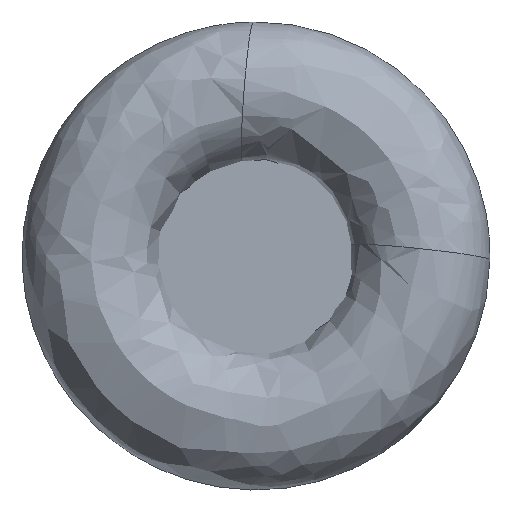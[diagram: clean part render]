
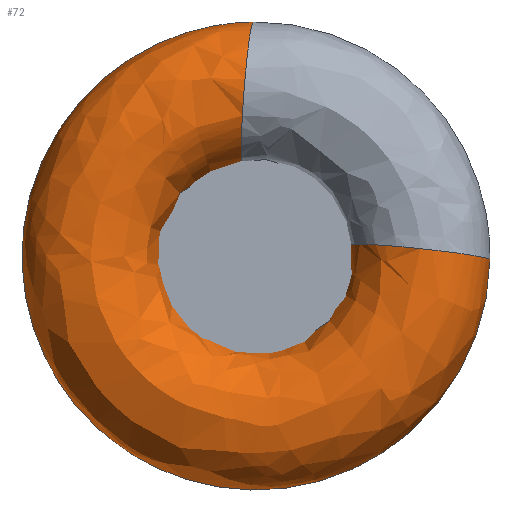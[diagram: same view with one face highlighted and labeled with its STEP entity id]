
A CAD part, left-side view. The second image highlights one B-rep face of the part: STEP entity #72.
In plain terms, the highlighted free-form (B-spline) face has degree [3, 3] with [7, 7] control points.
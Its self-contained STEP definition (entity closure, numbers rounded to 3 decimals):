
#72=ADVANCED_FACE('',(#94,#95),#92,.F.);
#92=(
BOUNDED_SURFACE()
B_SPLINE_SURFACE(3,3,((#382,#383,#384,#385,#386,#387,#388),(#389,#390,#391,
#392,#393,#394,#395),(#396,#397,#398,#399,#400,#401,#402),(#403,#404,#405,
#406,#407,#408,#409),(#410,#411,#412,#413,#414,#415,#416),(#417,#418,#419,
#420,#421,#422,#423),(#424,#425,#426,#427,#428,#429,#430)),
 .UNSPECIFIED.,.T.,.F.,.F.)
B_SPLINE_SURFACE_WITH_KNOTS((1,3,3,3,1),(4,3,4),(-0.5,0.,0.5,1.,1.5),(0.,
0.5,1.),.UNSPECIFIED.)
GEOMETRIC_REPRESENTATION_ITEM()
RATIONAL_B_SPLINE_SURFACE(((1.,0.593,0.593,1.,0.593,
0.593,1.),(0.333,0.198,0.198,
0.333,0.198,0.198,0.333),
(0.333,0.198,0.198,0.333,
0.198,0.198,0.333),(1.,0.593,
0.593,1.,0.593,0.593,1.),(0.333,
0.198,0.198,0.333,0.198,
0.198,0.333),(0.333,0.198,
0.198,0.333,0.198,0.198,
0.333),(1.,0.593,0.593,1.,0.593,
0.593,1.)))
REPRESENTATION_ITEM('')
SURFACE()
);
#94=FACE_BOUND('',#130,.T.);
#95=FACE_BOUND('',#131,.T.);
#130=EDGE_LOOP('',(#168));
#131=EDGE_LOOP('',(#169));
#168=ORIENTED_EDGE('',*,*,#225,.T.);
#169=ORIENTED_EDGE('',*,*,#226,.T.);
#206=VERTEX_POINT('',#379);
#207=VERTEX_POINT('',#381);
#225=EDGE_CURVE('',#206,#206,#244,.T.);
#226=EDGE_CURVE('',#207,#207,#245,.T.);
#244=CIRCLE('',#264,6.);
#245=CIRCLE('',#265,6.);
#264=AXIS2_PLACEMENT_3D('',#378,#303,#304);
#265=AXIS2_PLACEMENT_3D('',#380,#305,#306);
#303=DIRECTION('',(0.052,0.996,0.076));
#304=DIRECTION('',(0.,-0.076,0.997));
#305=DIRECTION('',(-0.052,0.104,-0.993));
#306=DIRECTION('',(0.,-0.995,-0.105));
#378=CARTESIAN_POINT('',(5.992,0.71,14.016));
#379=CARTESIAN_POINT('',(5.992,0.252,19.998));
#380=CARTESIAN_POINT('',(5.992,-14.03,0.315));
#381=CARTESIAN_POINT('',(5.992,-19.997,-0.312));
#382=CARTESIAN_POINT('',(5.992,-19.997,-0.312));
#383=CARTESIAN_POINT('',(5.992,-19.674,-21.029));
#384=CARTESIAN_POINT('',(5.992,-0.465,-28.793));
#385=CARTESIAN_POINT('',(5.992,14.164,-14.121));
#386=CARTESIAN_POINT('',(5.992,28.792,0.552));
#387=CARTESIAN_POINT('',(5.992,20.969,19.738));
#388=CARTESIAN_POINT('',(5.992,0.252,19.998));
#389=CARTESIAN_POINT('',(17.975,-19.932,-0.937));
#390=CARTESIAN_POINT('',(17.975,-18.961,-21.585));
#391=CARTESIAN_POINT('',(17.975,0.437,-28.728));
#392=CARTESIAN_POINT('',(17.975,14.566,-13.638));
#393=CARTESIAN_POINT('',(17.975,28.694,1.451));
#394=CARTESIAN_POINT('',(17.975,20.293,20.338));
#395=CARTESIAN_POINT('',(17.975,-0.375,19.95));
#396=CARTESIAN_POINT('',(17.975,-7.998,0.317));
#397=CARTESIAN_POINT('',(17.975,-8.326,-7.968));
#398=CARTESIAN_POINT('',(17.975,-0.822,-11.495));
#399=CARTESIAN_POINT('',(17.975,5.347,-5.956));
#400=CARTESIAN_POINT('',(17.975,11.517,-0.416));
#401=CARTESIAN_POINT('',(17.975,8.815,7.423));
#402=CARTESIAN_POINT('',(17.975,0.543,7.985));
#403=CARTESIAN_POINT('',(5.992,-8.063,0.942));
#404=CARTESIAN_POINT('',(5.992,-9.039,-7.411));
#405=CARTESIAN_POINT('',(5.992,-1.724,-11.561));
#406=CARTESIAN_POINT('',(5.992,4.945,-6.438));
#407=CARTESIAN_POINT('',(5.992,11.615,-1.315));
#408=CARTESIAN_POINT('',(5.992,9.491,6.822));
#409=CARTESIAN_POINT('',(5.992,1.169,8.033));
#410=CARTESIAN_POINT('',(-5.992,-8.129,1.567));
#411=CARTESIAN_POINT('',(-5.992,-9.752,-6.855));
#412=CARTESIAN_POINT('',(-5.992,-2.626,-11.627));
#413=CARTESIAN_POINT('',(-5.992,4.543,-6.92));
#414=CARTESIAN_POINT('',(-5.992,11.712,-2.214));
#415=CARTESIAN_POINT('',(-5.992,10.167,6.222));
#416=CARTESIAN_POINT('',(-5.992,1.795,8.081));
#417=CARTESIAN_POINT('',(-5.992,-20.063,0.312));
#418=CARTESIAN_POINT('',(-5.992,-20.387,-20.472));
#419=CARTESIAN_POINT('',(-5.992,-1.367,-28.859));
#420=CARTESIAN_POINT('',(-5.992,13.761,-14.603));
#421=CARTESIAN_POINT('',(-5.992,28.89,-0.347));
#422=CARTESIAN_POINT('',(-5.992,21.645,19.137));
#423=CARTESIAN_POINT('',(-5.992,0.878,20.046));
#424=CARTESIAN_POINT('',(5.992,-19.997,-0.312));
#425=CARTESIAN_POINT('',(5.992,-19.674,-21.029));
#426=CARTESIAN_POINT('',(5.992,-0.465,-28.793));
#427=CARTESIAN_POINT('',(5.992,14.164,-14.121));
#428=CARTESIAN_POINT('',(5.992,28.792,0.552));
#429=CARTESIAN_POINT('',(5.992,20.969,19.738));
#430=CARTESIAN_POINT('',(5.992,0.252,19.998));
